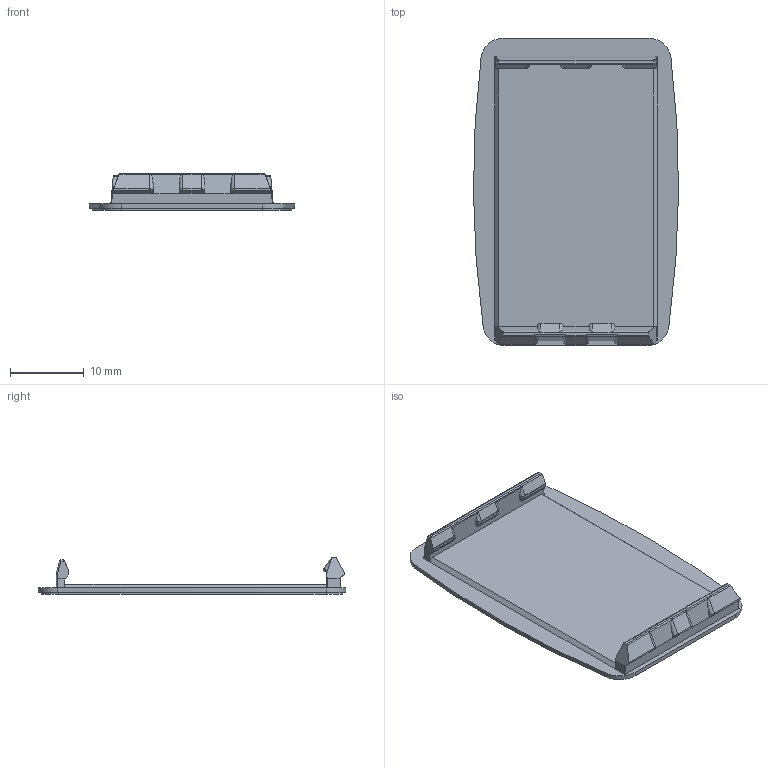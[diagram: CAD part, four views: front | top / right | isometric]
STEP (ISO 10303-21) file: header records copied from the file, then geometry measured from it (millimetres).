
FILE_DESCRIPTION(/* description */ (''),/* implementation_level */ '2;1');
FILE_NAME(/* name */ '1708_4.stp',/* time_stamp */ '2010-08-26T16:38:45+02:00',/* author */ (''),/* organization */ (''),/* preprocessor_version */ 'ST-DEVELOPER v11',/* originating_system */ 'SIEMENS UGS NX 6.0',/* authorisation */ '');
FILE_SCHEMA (('AUTOMOTIVE_DESIGN { 1 0 10303 214 1 1 1 1 }'));
Length unit declared in the file: millimetre
Products named in the file (1): joaoFEA1r0ib
Bounding box: 27.79 x 41.65 x 5 mm (x, y, z)
Volume: 1611.2 mm3; surface area: 2662.2 mm2
Topology: 1 solids, 1 shells, 157 faces, 389 edges, 234 vertices
Faces by surface type: cylinder 62, plane 55, bspline 24, cone 12, sphere 4
Entity records: 4927 total; most frequent: CARTESIAN_POINT 1199, DIRECTION 805, ORIENTED_EDGE 774, EDGE_CURVE 387, AXIS2_PLACEMENT_3D 300, VERTEX_POINT 234, LINE 205, VECTOR 205
